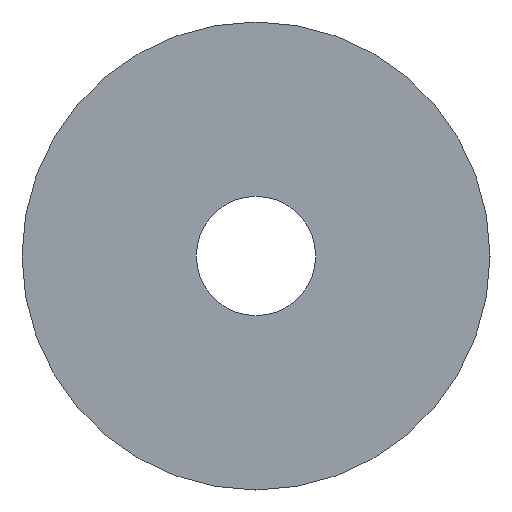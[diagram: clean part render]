
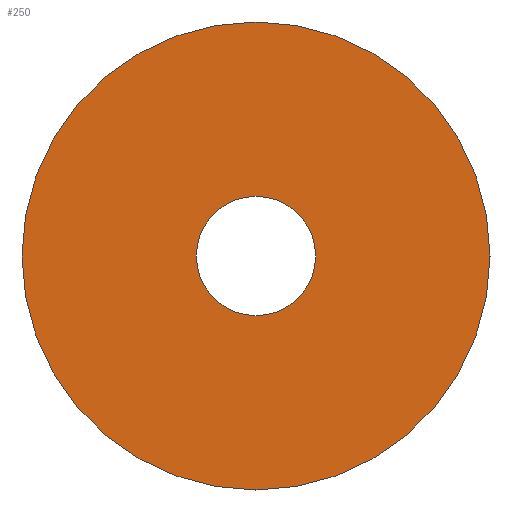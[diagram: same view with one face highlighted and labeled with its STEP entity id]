
A CAD part, left-side view. The second image highlights one B-rep face of the part: STEP entity #250.
In plain terms, the highlighted planar face has unit normal (-1, 0, 0).
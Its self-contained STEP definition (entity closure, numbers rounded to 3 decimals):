
#22 = DIRECTION ( 'NONE',  ( 1., 0., 0. ) ) ;
#36 = EDGE_CURVE ( 'NONE', #372, #356, #111, .T. ) ;
#41 = CIRCLE ( 'NONE', #370, 5.3 ) ;
#48 = ORIENTED_EDGE ( 'NONE', *, *, #194, .T. ) ;
#55 = CARTESIAN_POINT ( 'NONE',  ( -2., 0., 0. ) ) ;
#57 = VERTEX_POINT ( 'NONE', #237 ) ;
#66 = ORIENTED_EDGE ( 'NONE', *, *, #36, .T. ) ;
#67 = DIRECTION ( 'NONE',  ( -1., 0., 0. ) ) ;
#88 = CIRCLE ( 'NONE', #345, 1.35 ) ;
#97 = PLANE ( 'NONE',  #207 ) ;
#107 = CARTESIAN_POINT ( 'NONE',  ( -2., 0., 1.35 ) ) ;
#111 = CIRCLE ( 'NONE', #281, 5.3 ) ;
#113 = DIRECTION ( 'NONE',  ( 0., 0., 1. ) ) ;
#116 = CIRCLE ( 'NONE', #376, 1.35 ) ;
#120 = EDGE_CURVE ( 'NONE', #369, #57, #116, .T. ) ;
#124 = ORIENTED_EDGE ( 'NONE', *, *, #120, .T. ) ;
#138 = DIRECTION ( 'NONE',  ( 0., 0., -1. ) ) ;
#139 = FACE_OUTER_BOUND ( 'NONE', #509, .T. ) ;
#166 = CARTESIAN_POINT ( 'NONE',  ( -2., 0., 0. ) ) ;
#194 = EDGE_CURVE ( 'NONE', #57, #369, #88, .T. ) ;
#206 = FACE_BOUND ( 'NONE', #405, .T. ) ;
#207 = AXIS2_PLACEMENT_3D ( 'NONE', #251, #22, #296 ) ;
#232 = DIRECTION ( 'NONE',  ( 1., 0., 0. ) ) ;
#237 = CARTESIAN_POINT ( 'NONE',  ( -2., 0., -1.35 ) ) ;
#250 = ADVANCED_FACE ( 'NONE', ( #206, #139 ), #97, .F. ) ;
#251 = CARTESIAN_POINT ( 'NONE',  ( -2., 5.3, 0. ) ) ;
#257 = CARTESIAN_POINT ( 'NONE',  ( -2., 0., 5.3 ) ) ;
#261 = ORIENTED_EDGE ( 'NONE', *, *, #358, .T. ) ;
#276 = DIRECTION ( 'NONE',  ( 0., 0., 1. ) ) ;
#281 = AXIS2_PLACEMENT_3D ( 'NONE', #166, #433, #276 ) ;
#296 = DIRECTION ( 'NONE',  ( 0., 0., -1. ) ) ;
#314 = DIRECTION ( 'NONE',  ( 0., 0., -1. ) ) ;
#345 = AXIS2_PLACEMENT_3D ( 'NONE', #55, #445, #138 ) ;
#356 = VERTEX_POINT ( 'NONE', #257 ) ;
#357 = CARTESIAN_POINT ( 'NONE',  ( -2., 0., -5.3 ) ) ;
#358 = EDGE_CURVE ( 'NONE', #356, #372, #41, .T. ) ;
#369 = VERTEX_POINT ( 'NONE', #107 ) ;
#370 = AXIS2_PLACEMENT_3D ( 'NONE', #462, #67, #113 ) ;
#372 = VERTEX_POINT ( 'NONE', #357 ) ;
#376 = AXIS2_PLACEMENT_3D ( 'NONE', #476, #232, #314 ) ;
#405 = EDGE_LOOP ( 'NONE', ( #48, #124 ) ) ;
#433 = DIRECTION ( 'NONE',  ( -1., 0., 0. ) ) ;
#445 = DIRECTION ( 'NONE',  ( 1., 0., 0. ) ) ;
#462 = CARTESIAN_POINT ( 'NONE',  ( -2., 0., 0. ) ) ;
#476 = CARTESIAN_POINT ( 'NONE',  ( -2., 0., 0. ) ) ;
#509 = EDGE_LOOP ( 'NONE', ( #261, #66 ) ) ;
